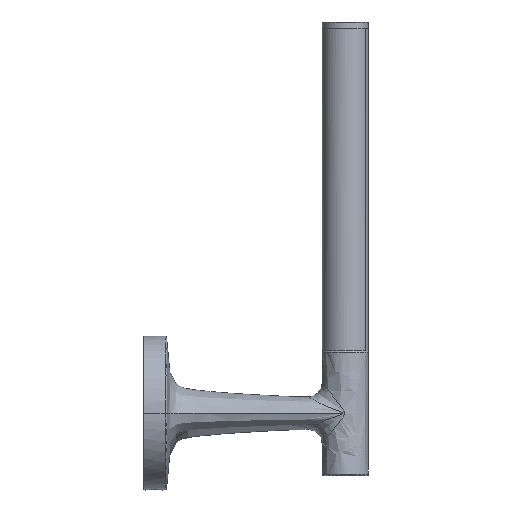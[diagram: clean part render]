
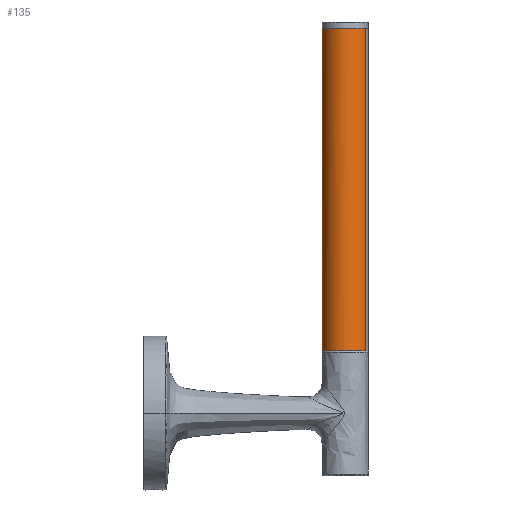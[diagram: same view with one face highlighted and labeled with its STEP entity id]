
A CAD part, left-side view. The second image highlights one B-rep face of the part: STEP entity #135.
In plain terms, the highlighted free-form (B-spline) face has degree [2, 1] with [9, 2] control points.
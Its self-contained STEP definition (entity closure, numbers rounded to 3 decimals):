
#135=ADVANCED_FACE('',(#246),#3616,.T.);
#246=FACE_OUTER_BOUND('',#362,.T.);
#362=EDGE_LOOP('',(#883,#884,#885,#886));
#883=ORIENTED_EDGE('',*,*,#3162,.F.);
#884=ORIENTED_EDGE('',*,*,#3165,.F.);
#885=ORIENTED_EDGE('',*,*,#3164,.F.);
#886=ORIENTED_EDGE('',*,*,#3167,.F.);
#1405=PCURVE('',#3615,#1938);
#1407=PCURVE('',#3615,#1940);
#1409=PCURVE('',#3530,#1942);
#1412=PCURVE('',#3531,#1945);
#1416=PCURVE('',#3616,#1949);
#1417=PCURVE('',#3616,#1950);
#1418=PCURVE('',#3616,#1951);
#1419=PCURVE('',#3616,#1952);
#1938=DEFINITIONAL_REPRESENTATION('',(#2585),#20426);
#1940=DEFINITIONAL_REPRESENTATION('',(#2588),#20426);
#1942=DEFINITIONAL_REPRESENTATION('',(#3335),#20426);
#1945=DEFINITIONAL_REPRESENTATION('',(#3340),#20426);
#1949=DEFINITIONAL_REPRESENTATION('',(#2589),#20426);
#1950=DEFINITIONAL_REPRESENTATION('',(#2590),#20426);
#1951=DEFINITIONAL_REPRESENTATION('',(#2591),#20426);
#1952=DEFINITIONAL_REPRESENTATION('',(#2592),#20426);
#2584=B_SPLINE_CURVE_WITH_KNOTS('',1,(#20307,#20308),.UNSPECIFIED.,.F.,
 .F.,(2,2),(0.,105.),.UNSPECIFIED.);
#2585=B_SPLINE_CURVE_WITH_KNOTS('',1,(#20309,#20310),.UNSPECIFIED.,.F.,
 .F.,(2,2),(0.,105.),.UNSPECIFIED.);
#2587=B_SPLINE_CURVE_WITH_KNOTS('',1,(#20318,#20319),.UNSPECIFIED.,.F.,
 .F.,(2,2),(-105.,0.),.UNSPECIFIED.);
#2588=B_SPLINE_CURVE_WITH_KNOTS('',1,(#20320,#20321),.UNSPECIFIED.,.F.,
 .F.,(2,2),(-105.,0.),.UNSPECIFIED.);
#2589=B_SPLINE_CURVE_WITH_KNOTS('',1,(#20382,#20383),.UNSPECIFIED.,.F.,
 .F.,(2,2),(0.,105.),.UNSPECIFIED.);
#2590=B_SPLINE_CURVE_WITH_KNOTS('',1,(#20384,#20385),.UNSPECIFIED.,.F.,
 .F.,(2,2),(0.,23.562),.UNSPECIFIED.);
#2591=B_SPLINE_CURVE_WITH_KNOTS('',1,(#20386,#20387),.UNSPECIFIED.,.F.,
 .F.,(2,2),(-105.,0.),.UNSPECIFIED.);
#2592=B_SPLINE_CURVE_WITH_KNOTS('',1,(#20388,#20389),.UNSPECIFIED.,.F.,
 .F.,(2,2),(-23.562,0.),.UNSPECIFIED.);
#2879=SURFACE_CURVE('',#2584,(#1405,#1416),.PCURVE_S1.);
#2881=SURFACE_CURVE('',#2587,(#1407,#1418),.PCURVE_S1.);
#2882=SURFACE_CURVE('',#3334,(#1409,#1417),.PCURVE_S1.);
#2884=SURFACE_CURVE('',#3339,(#1412,#1419),.PCURVE_S1.);
#3162=EDGE_CURVE('',#3506,#3507,#2879,.T.);
#3164=EDGE_CURVE('',#3508,#3505,#2881,.T.);
#3165=EDGE_CURVE('',#3505,#3506,#2882,.T.);
#3167=EDGE_CURVE('',#3507,#3508,#2884,.T.);
#3334=(
BOUNDED_CURVE()
B_SPLINE_CURVE(2,(#20327,#20328,#20329,#20330,#20331),.UNSPECIFIED.,.F.,
 .F.)
B_SPLINE_CURVE_WITH_KNOTS((3,2,3),(0.,11.781,23.562),
 .UNSPECIFIED.)
CURVE()
GEOMETRIC_REPRESENTATION_ITEM()
RATIONAL_B_SPLINE_CURVE((1.,0.707,1.,0.707,1.))
REPRESENTATION_ITEM('')
);
#3335=(
BOUNDED_CURVE()
B_SPLINE_CURVE(2,(#20332,#20333,#20334,#20335,#20336),.UNSPECIFIED.,.F.,
 .F.)
B_SPLINE_CURVE_WITH_KNOTS((3,2,3),(0.,11.781,23.562),
 .UNSPECIFIED.)
CURVE()
GEOMETRIC_REPRESENTATION_ITEM()
RATIONAL_B_SPLINE_CURVE((1.,0.707,1.,0.707,1.))
REPRESENTATION_ITEM('')
);
#3339=(
BOUNDED_CURVE()
B_SPLINE_CURVE(2,(#20352,#20353,#20354,#20355,#20356),.UNSPECIFIED.,.F.,
 .F.)
B_SPLINE_CURVE_WITH_KNOTS((3,2,3),(-23.562,-11.781,
0.),.UNSPECIFIED.)
CURVE()
GEOMETRIC_REPRESENTATION_ITEM()
RATIONAL_B_SPLINE_CURVE((1.,0.707,1.,0.707,1.))
REPRESENTATION_ITEM('')
);
#3340=(
BOUNDED_CURVE()
B_SPLINE_CURVE(2,(#20357,#20358,#20359,#20360,#20361),.UNSPECIFIED.,.F.,
 .F.)
B_SPLINE_CURVE_WITH_KNOTS((3,2,3),(-23.562,-11.781,
0.),.UNSPECIFIED.)
CURVE()
GEOMETRIC_REPRESENTATION_ITEM()
RATIONAL_B_SPLINE_CURVE((1.,0.707,1.,0.707,1.))
REPRESENTATION_ITEM('')
);
#3505=VERTEX_POINT('',#20240);
#3506=VERTEX_POINT('',#20241);
#3507=VERTEX_POINT('',#20242);
#3508=VERTEX_POINT('',#20243);
#3530=B_SPLINE_SURFACE_WITH_KNOTS('',1,1,((#20152,#20153),(#20154,#20155)),
 .UNSPECIFIED.,.F.,.F.,.F.,(2,2),(2,2),(-9.001,9.001),(-9.001,9.001),
 .UNSPECIFIED.);
#3531=B_SPLINE_SURFACE_WITH_KNOTS('',1,1,((#20156,#20157),(#20158,#20159)),
 .UNSPECIFIED.,.F.,.F.,.F.,(2,2),(2,2),(-9.001,9.001),(-9.001,9.001),
 .UNSPECIFIED.);
#3615=(
BOUNDED_SURFACE()
B_SPLINE_SURFACE(2,1,((#20134,#20135),(#20136,#20137),(#20138,#20139),(#20140,
#20141),(#20142,#20143),(#20144,#20145),(#20146,#20147),(#20148,#20149),
(#20150,#20151)),.UNSPECIFIED.,.T.,.F.,.F.)
B_SPLINE_SURFACE_WITH_KNOTS((3,2,2,2,3),(2,2),(0.,1.571,3.142,
4.712,6.283),(0.,126.002),.UNSPECIFIED.)
GEOMETRIC_REPRESENTATION_ITEM()
RATIONAL_B_SPLINE_SURFACE(((1.,1.),(0.707,0.707),
(1.,1.),(0.707,0.707),(1.,1.),(0.707,
0.707),(1.,1.),(0.707,0.707),(1.,1.)))
REPRESENTATION_ITEM('')
SURFACE()
);
#3616=(
BOUNDED_SURFACE()
B_SPLINE_SURFACE(2,1,((#20160,#20161),(#20162,#20163),(#20164,#20165),(#20166,
#20167),(#20168,#20169),(#20170,#20171),(#20172,#20173),(#20174,#20175),
(#20176,#20177)),.UNSPECIFIED.,.T.,.F.,.F.)
B_SPLINE_SURFACE_WITH_KNOTS((3,2,2,2,3),(2,2),(0.,1.571,3.142,
4.712,6.283),(0.,126.002),.UNSPECIFIED.)
GEOMETRIC_REPRESENTATION_ITEM()
RATIONAL_B_SPLINE_SURFACE(((1.,1.),(0.707,0.707),
(1.,1.),(0.707,0.707),(1.,1.),(0.707,
0.707),(1.,1.),(0.707,0.707),(1.,1.)))
REPRESENTATION_ITEM('')
SURFACE()
);
#20134=CARTESIAN_POINT('',(-6.491,25.856,113.751));
#20135=CARTESIAN_POINT('',(-6.491,25.856,-12.251));
#20136=CARTESIAN_POINT('',(-2.735,32.348,113.751));
#20137=CARTESIAN_POINT('',(-2.735,32.348,-12.251));
#20138=CARTESIAN_POINT('',(3.756,28.591,113.751));
#20139=CARTESIAN_POINT('',(3.756,28.591,-12.251));
#20140=CARTESIAN_POINT('',(10.248,24.835,113.751));
#20141=CARTESIAN_POINT('',(10.248,24.835,-12.251));
#20142=CARTESIAN_POINT('',(6.491,18.343,113.751));
#20143=CARTESIAN_POINT('',(6.491,18.343,-12.251));
#20144=CARTESIAN_POINT('',(2.735,11.852,113.751));
#20145=CARTESIAN_POINT('',(2.735,11.852,-12.251));
#20146=CARTESIAN_POINT('',(-3.756,15.609,113.751));
#20147=CARTESIAN_POINT('',(-3.756,15.609,-12.251));
#20148=CARTESIAN_POINT('',(-10.248,19.365,113.751));
#20149=CARTESIAN_POINT('',(-10.248,19.365,-12.251));
#20150=CARTESIAN_POINT('',(-6.491,25.856,113.751));
#20151=CARTESIAN_POINT('',(-6.491,25.856,-12.251));
#20152=CARTESIAN_POINT('',(-3.282,34.399,103.25));
#20153=CARTESIAN_POINT('',(12.299,25.382,103.25));
#20154=CARTESIAN_POINT('',(-12.299,18.818,103.25));
#20155=CARTESIAN_POINT('',(3.282,9.801,103.25));
#20156=CARTESIAN_POINT('',(-3.282,34.399,-1.75));
#20157=CARTESIAN_POINT('',(-12.299,18.818,-1.75));
#20158=CARTESIAN_POINT('',(12.299,25.382,-1.75));
#20159=CARTESIAN_POINT('',(3.282,9.801,-1.75));
#20160=CARTESIAN_POINT('',(6.491,18.343,113.751));
#20161=CARTESIAN_POINT('',(6.491,18.343,-12.251));
#20162=CARTESIAN_POINT('',(2.735,11.852,113.751));
#20163=CARTESIAN_POINT('',(2.735,11.852,-12.251));
#20164=CARTESIAN_POINT('',(-3.756,15.609,113.751));
#20165=CARTESIAN_POINT('',(-3.756,15.609,-12.251));
#20166=CARTESIAN_POINT('',(-10.248,19.365,113.751));
#20167=CARTESIAN_POINT('',(-10.248,19.365,-12.251));
#20168=CARTESIAN_POINT('',(-6.491,25.856,113.751));
#20169=CARTESIAN_POINT('',(-6.491,25.856,-12.251));
#20170=CARTESIAN_POINT('',(-2.735,32.348,113.751));
#20171=CARTESIAN_POINT('',(-2.735,32.348,-12.251));
#20172=CARTESIAN_POINT('',(3.756,28.591,113.751));
#20173=CARTESIAN_POINT('',(3.756,28.591,-12.251));
#20174=CARTESIAN_POINT('',(10.248,24.835,113.751));
#20175=CARTESIAN_POINT('',(10.248,24.835,-12.251));
#20176=CARTESIAN_POINT('',(6.491,18.343,113.751));
#20177=CARTESIAN_POINT('',(6.491,18.343,-12.251));
#20240=CARTESIAN_POINT('',(3.756,28.591,103.25));
#20241=CARTESIAN_POINT('',(-3.756,15.609,103.25));
#20242=CARTESIAN_POINT('',(-3.756,15.609,-1.75));
#20243=CARTESIAN_POINT('',(3.756,28.591,-1.75));
#20307=CARTESIAN_POINT('',(-3.756,15.609,103.25));
#20308=CARTESIAN_POINT('',(-3.756,15.609,-1.75));
#20309=CARTESIAN_POINT('',(4.712,10.501));
#20310=CARTESIAN_POINT('',(4.712,115.501));
#20318=CARTESIAN_POINT('',(3.756,28.591,-1.75));
#20319=CARTESIAN_POINT('',(3.756,28.591,103.25));
#20320=CARTESIAN_POINT('',(1.571,115.501));
#20321=CARTESIAN_POINT('',(1.571,10.501));
#20327=CARTESIAN_POINT('',(3.756,28.591,103.25));
#20328=CARTESIAN_POINT('',(-2.735,32.348,103.25));
#20329=CARTESIAN_POINT('',(-6.491,25.856,103.25));
#20330=CARTESIAN_POINT('',(-10.248,19.365,103.25));
#20331=CARTESIAN_POINT('',(-3.756,15.609,103.25));
#20332=CARTESIAN_POINT('',(-7.5,0.));
#20333=CARTESIAN_POINT('',(-7.5,-7.5));
#20334=CARTESIAN_POINT('',(0.,-7.5));
#20335=CARTESIAN_POINT('',(7.5,-7.5));
#20336=CARTESIAN_POINT('',(7.5,0.));
#20352=CARTESIAN_POINT('',(-3.756,15.609,-1.75));
#20353=CARTESIAN_POINT('',(-10.248,19.365,-1.75));
#20354=CARTESIAN_POINT('',(-6.491,25.856,-1.75));
#20355=CARTESIAN_POINT('',(-2.735,32.348,-1.75));
#20356=CARTESIAN_POINT('',(3.756,28.591,-1.75));
#20357=CARTESIAN_POINT('',(0.,7.5));
#20358=CARTESIAN_POINT('',(-7.5,7.5));
#20359=CARTESIAN_POINT('',(-7.5,0.));
#20360=CARTESIAN_POINT('',(-7.5,-7.5));
#20361=CARTESIAN_POINT('',(0.,-7.5));
#20382=CARTESIAN_POINT('',(1.571,10.501));
#20383=CARTESIAN_POINT('',(1.571,115.501));
#20384=CARTESIAN_POINT('',(4.712,10.501));
#20385=CARTESIAN_POINT('',(1.571,10.501));
#20386=CARTESIAN_POINT('',(4.712,115.501));
#20387=CARTESIAN_POINT('',(4.712,10.501));
#20388=CARTESIAN_POINT('',(1.571,115.501));
#20389=CARTESIAN_POINT('',(4.712,115.501));
#20426=(
GEOMETRIC_REPRESENTATION_CONTEXT(2)
PARAMETRIC_REPRESENTATION_CONTEXT()
REPRESENTATION_CONTEXT('pspace','')
);
